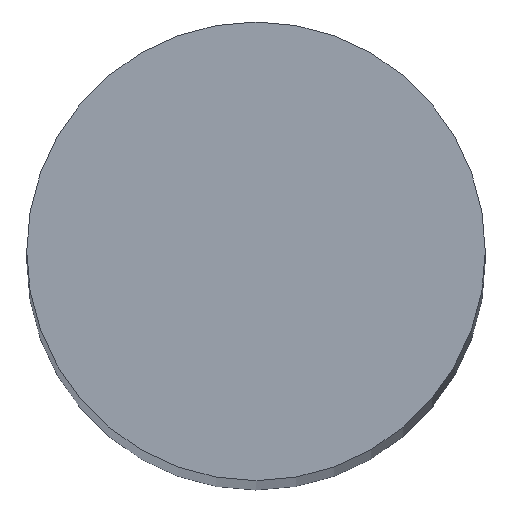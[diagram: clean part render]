
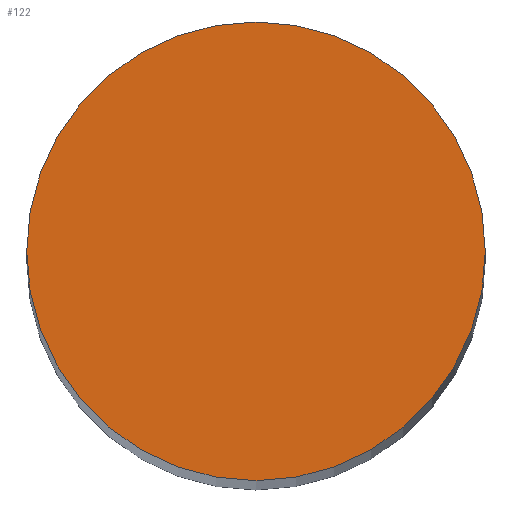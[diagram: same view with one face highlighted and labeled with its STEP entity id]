
A CAD part, top view. The second image highlights one B-rep face of the part: STEP entity #122.
In plain terms, the highlighted planar face has unit normal (0, 0, 1).
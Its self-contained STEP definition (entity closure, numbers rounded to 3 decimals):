
#8 = DIRECTION ( 'NONE',  ( 0., 0., 1. ) ) ;
#10 = AXIS2_PLACEMENT_3D ( 'NONE', #136, #8, #77 ) ;
#14 = DIRECTION ( 'NONE',  ( 1., 0., 0. ) ) ;
#18 = VERTEX_POINT ( 'NONE', #58 ) ;
#20 = CIRCLE ( 'NONE', #10, 1.5 ) ;
#28 = EDGE_LOOP ( 'NONE', ( #72, #117 ) ) ;
#49 = CARTESIAN_POINT ( 'NONE',  ( 0., 0., 35. ) ) ;
#58 = CARTESIAN_POINT ( 'NONE',  ( -1.5, 0., 35. ) ) ;
#68 = FACE_OUTER_BOUND ( 'NONE', #28, .T. ) ;
#70 = EDGE_CURVE ( 'NONE', #84, #18, #79, .T. ) ;
#72 = ORIENTED_EDGE ( 'NONE', *, *, #94, .T. ) ;
#77 = DIRECTION ( 'NONE',  ( 1., 0., 0. ) ) ;
#79 = CIRCLE ( 'NONE', #102, 1.5 ) ;
#84 = VERTEX_POINT ( 'NONE', #121 ) ;
#94 = EDGE_CURVE ( 'NONE', #18, #84, #20, .T. ) ;
#99 = DIRECTION ( 'NONE',  ( 0., 0., 1. ) ) ;
#100 = CARTESIAN_POINT ( 'NONE',  ( 0., 0., 35. ) ) ;
#102 = AXIS2_PLACEMENT_3D ( 'NONE', #49, #123, #118 ) ;
#117 = ORIENTED_EDGE ( 'NONE', *, *, #70, .T. ) ;
#118 = DIRECTION ( 'NONE',  ( 1., 0., 0. ) ) ;
#121 = CARTESIAN_POINT ( 'NONE',  ( 1.5, 0., 35. ) ) ;
#122 = ADVANCED_FACE ( 'NONE', ( #68 ), #139, .T. ) ;
#123 = DIRECTION ( 'NONE',  ( 0., 0., 1. ) ) ;
#136 = CARTESIAN_POINT ( 'NONE',  ( 0., 0., 35. ) ) ;
#137 = AXIS2_PLACEMENT_3D ( 'NONE', #100, #99, #14 ) ;
#139 = PLANE ( 'NONE',  #137 ) ;
